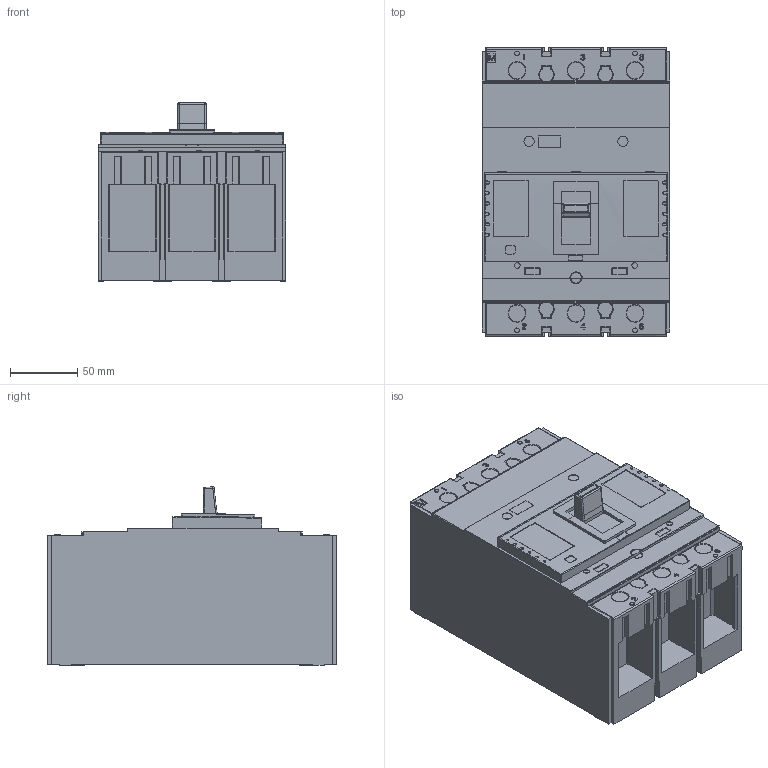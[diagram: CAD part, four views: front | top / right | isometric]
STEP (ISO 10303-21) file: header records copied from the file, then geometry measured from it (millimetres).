
FILE_DESCRIPTION (( 'STEP AP203' ), '1' );
FILE_NAME ('Ñáîðêà4.STEP', '2023-11-21T13:50:52', ( '' ), ( '' ), 'SwSTEP 2.0', 'SolidWorks 2022', '' );
FILE_SCHEMA (( 'CONFIG_CONTROL_DESIGN' ));
Length unit declared in the file: millimetre
Products named in the file (2): Сборка4; Выкл. авт. ВА44-39 3Р 500А 35кА IEK
Assembly tree (1 placements, depth 2):
  Сборка4
    Выкл. авт. ВА44-39 3Р 500А 35кА IEK
Bounding box: 140 x 215 x 132.95 mm (x, y, z)
Volume: 2765450.3 mm3; surface area: 172884.4 mm2
Topology: 1 solids, 4 shells, 1011 faces, 2647 edges, 1669 vertices
Faces by surface type: plane 483, cylinder 300, bspline 200, cone 20, torus 8
Entity records: 37186 total; most frequent: CARTESIAN_POINT 13778, ORIENTED_EDGE 5246, DIRECTION 4244, EDGE_CURVE 2623, VERTEX_POINT 1669, VECTOR 1576, LINE 1576, AXIS2_PLACEMENT_3D 1334
